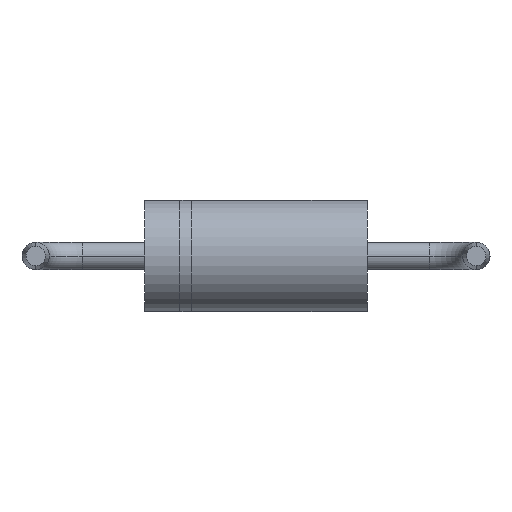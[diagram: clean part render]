
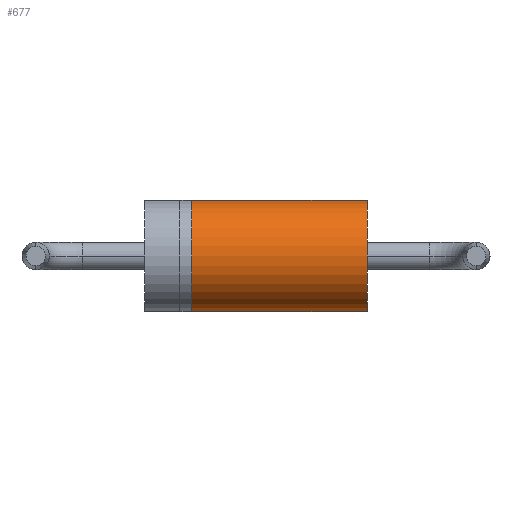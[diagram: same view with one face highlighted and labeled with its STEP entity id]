
A CAD part, front view. The second image highlights one B-rep face of the part: STEP entity #677.
In plain terms, the highlighted cylindrical face has radius 0.955 mm (diameter 1.91 mm), a partial arc.
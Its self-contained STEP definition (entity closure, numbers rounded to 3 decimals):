
#16 = ORIENTED_EDGE ( 'NONE', *, *, #125, .T. ) ;
#28 = DIRECTION ( 'NONE',  ( -1., 0., 0. ) ) ;
#44 = VERTEX_POINT ( 'NONE', #615 ) ;
#93 = EDGE_CURVE ( 'NONE', #902, #840, #265, .T. ) ;
#97 = DIRECTION ( 'NONE',  ( 0., 0., 1. ) ) ;
#125 = EDGE_CURVE ( 'NONE', #44, #840, #534, .T. ) ;
#213 = DIRECTION ( 'NONE',  ( -1., 0., 0. ) ) ;
#215 = DIRECTION ( 'NONE',  ( -1., 0., 0. ) ) ;
#229 = AXIS2_PLACEMENT_3D ( 'NONE', #807, #645, #97 ) ;
#265 = CIRCLE ( 'NONE', #561, 0.955 ) ;
#269 = DIRECTION ( 'NONE',  ( 0., 0., 1. ) ) ;
#299 = CARTESIAN_POINT ( 'NONE',  ( -1.903, 0.955, 0.955 ) ) ;
#301 = ORIENTED_EDGE ( 'NONE', *, *, #857, .T. ) ;
#317 = EDGE_LOOP ( 'NONE', ( #533, #301, #16, #887 ) ) ;
#329 = VERTEX_POINT ( 'NONE', #679 ) ;
#349 = CIRCLE ( 'NONE', #618, 0.955 ) ;
#392 = LINE ( 'NONE', #927, #422 ) ;
#413 = CARTESIAN_POINT ( 'NONE',  ( 1.902, 0.955, 0. ) ) ;
#416 = CARTESIAN_POINT ( 'NONE',  ( -1.103, 0.955, -0.955 ) ) ;
#422 = VECTOR ( 'NONE', #215, 1000. ) ;
#465 = EDGE_CURVE ( 'NONE', #329, #902, #392, .T. ) ;
#485 = CYLINDRICAL_SURFACE ( 'NONE', #229, 0.955 ) ;
#533 = ORIENTED_EDGE ( 'NONE', *, *, #465, .F. ) ;
#534 = LINE ( 'NONE', #299, #560 ) ;
#542 = DIRECTION ( 'NONE',  ( -1., 0., 0. ) ) ;
#560 = VECTOR ( 'NONE', #213, 1000. ) ;
#561 = AXIS2_PLACEMENT_3D ( 'NONE', #1015, #542, #767 ) ;
#615 = CARTESIAN_POINT ( 'NONE',  ( 1.902, 0.955, 0.955 ) ) ;
#618 = AXIS2_PLACEMENT_3D ( 'NONE', #413, #28, #269 ) ;
#645 = DIRECTION ( 'NONE',  ( -1., 0., 0. ) ) ;
#677 = ADVANCED_FACE ( 'NONE', ( #724 ), #485, .T. ) ;
#679 = CARTESIAN_POINT ( 'NONE',  ( 1.902, 0.955, -0.955 ) ) ;
#724 = FACE_OUTER_BOUND ( 'NONE', #317, .T. ) ;
#767 = DIRECTION ( 'NONE',  ( 0., 0., 1. ) ) ;
#807 = CARTESIAN_POINT ( 'NONE',  ( -1.903, 0.955, 0. ) ) ;
#840 = VERTEX_POINT ( 'NONE', #901 ) ;
#857 = EDGE_CURVE ( 'NONE', #329, #44, #349, .T. ) ;
#887 = ORIENTED_EDGE ( 'NONE', *, *, #93, .F. ) ;
#901 = CARTESIAN_POINT ( 'NONE',  ( -1.103, 0.955, 0.955 ) ) ;
#902 = VERTEX_POINT ( 'NONE', #416 ) ;
#927 = CARTESIAN_POINT ( 'NONE',  ( -1.903, 0.955, -0.955 ) ) ;
#1015 = CARTESIAN_POINT ( 'NONE',  ( -1.103, 0.955, 0. ) ) ;
